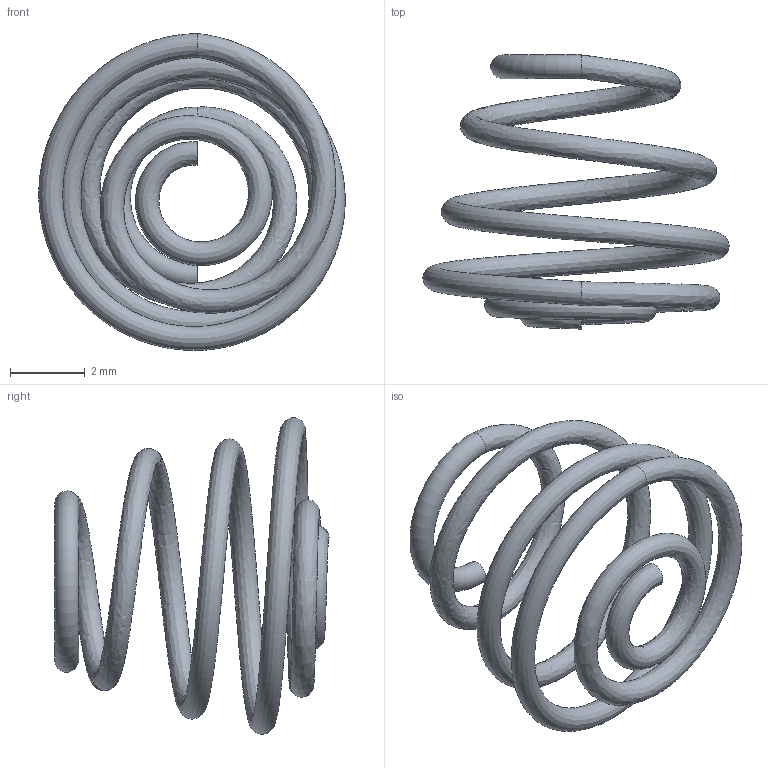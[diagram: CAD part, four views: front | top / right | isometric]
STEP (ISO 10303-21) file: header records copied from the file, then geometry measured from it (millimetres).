
FILE_DESCRIPTION (( 'STEP AP214' ), '1' );
FILE_NAME ('211.STEP', '2022-04-06T17:35:33', ( '' ), ( '' ), 'SwSTEP 2.0', 'SolidWorks 2013', '' );
FILE_SCHEMA (( 'AUTOMOTIVE_DESIGN' ));
Length unit declared in the file: inch
Products named in the file (1): 211
Bounding box: 8.2 x 7.34 x 8.48 mm (x, y, z)
Volume: 29.8 mm3; surface area: 190.1 mm2
Topology: 1 solids, 1 shells, 5 faces, 8 edges, 5 vertices
Faces by surface type: bspline 2, plane 2, torus 1
Entity records: 986 total; most frequent: CARTESIAN_POINT 872, DIRECTION 16, EDGE_LOOP 8, AXIS2_PLACEMENT_3D 8, ORIENTED_EDGE 8, FACE_OUTER_BOUND 8, ADVANCED_FACE 5, VERTEX_POINT 4
